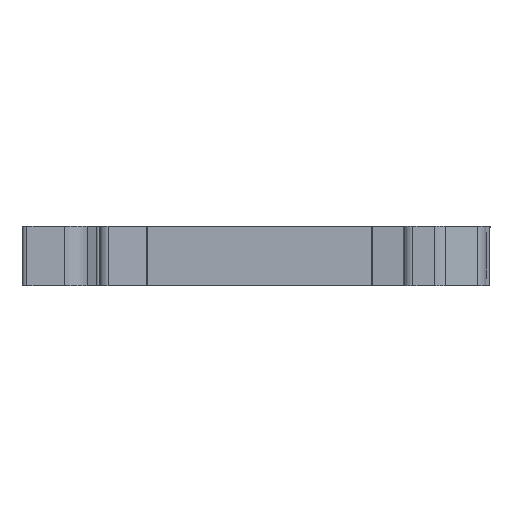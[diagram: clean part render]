
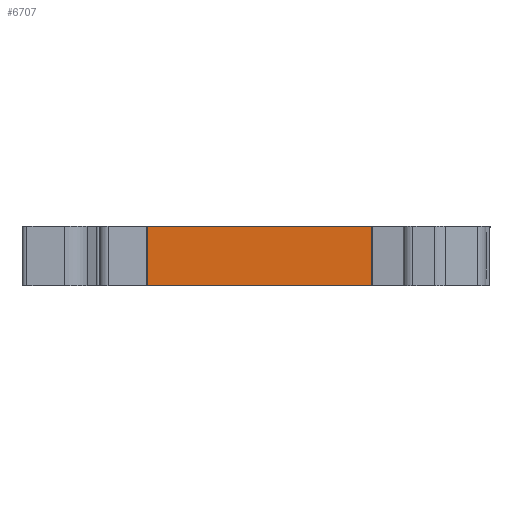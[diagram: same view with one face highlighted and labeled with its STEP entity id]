
A CAD part, front view. The second image highlights one B-rep face of the part: STEP entity #6707.
In plain terms, the highlighted planar face has unit normal (0, -1, 0).
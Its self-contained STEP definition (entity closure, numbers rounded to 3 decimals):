
#2063=DIRECTION('',(-1.,0.,0.));
#2064=VECTOR('',#2063,23.042);
#2065=CARTESIAN_POINT('',(11.721,0.3,-6.1));
#2066=LINE('',#2065,#2064);
#2067=DIRECTION('',(1.,0.,0.));
#2068=VECTOR('',#2067,23.042);
#2069=CARTESIAN_POINT('',(-11.321,0.3,0.));
#2070=LINE('',#2069,#2068);
#2071=DIRECTION('',(0.,0.,-1.));
#2072=VECTOR('',#2071,6.1);
#2073=CARTESIAN_POINT('',(11.721,0.3,0.));
#2074=LINE('',#2073,#2072);
#2075=DIRECTION('',(0.,0.,-1.));
#2076=VECTOR('',#2075,6.1);
#2077=CARTESIAN_POINT('',(-11.321,0.3,0.));
#2078=LINE('',#2077,#2076);
#3540=CARTESIAN_POINT('',(11.721,0.3,0.));
#3541=VERTEX_POINT('',#3540);
#3562=CARTESIAN_POINT('',(11.721,0.3,-6.1));
#3563=VERTEX_POINT('',#3562);
#3572=CARTESIAN_POINT('',(-11.321,0.3,0.));
#3574=VERTEX_POINT('',#3572);
#3594=CARTESIAN_POINT('',(-11.321,0.3,-6.1));
#3596=VERTEX_POINT('',#3594);
#6695=CARTESIAN_POINT('',(11.721,0.3,0.));
#6696=DIRECTION('',(0.,1.,0.));
#6697=DIRECTION('',(-1.,0.,0.));
#6698=AXIS2_PLACEMENT_3D('',#6695,#6696,#6697);
#6699=PLANE('',#6698);
#6700=ORIENTED_EDGE('',*,*,#5311,.T.);
#6702=ORIENTED_EDGE('',*,*,#6701,.F.);
#6703=ORIENTED_EDGE('',*,*,#4883,.T.);
#6704=ORIENTED_EDGE('',*,*,#6690,.T.);
#6705=EDGE_LOOP('',(#6700,#6702,#6703,#6704));
#6706=FACE_OUTER_BOUND('',#6705,.F.);
#6707=ADVANCED_FACE('',(#6706),#6699,.F.);
#4883=EDGE_CURVE('',#3574,#3541,#2070,.T.);
#5311=EDGE_CURVE('',#3563,#3596,#2066,.T.);
#6690=EDGE_CURVE('',#3541,#3563,#2074,.T.);
#6701=EDGE_CURVE('',#3574,#3596,#2078,.T.);
